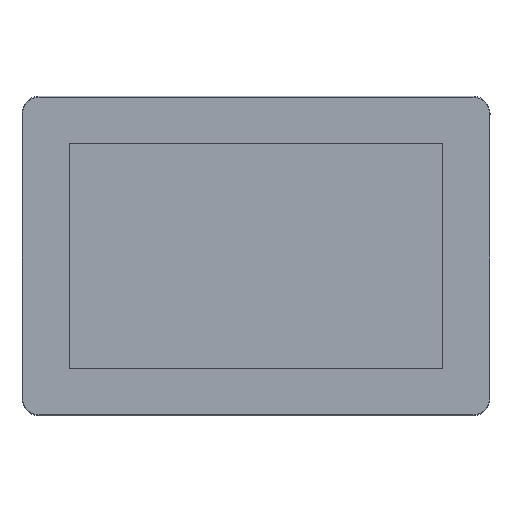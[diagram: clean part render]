
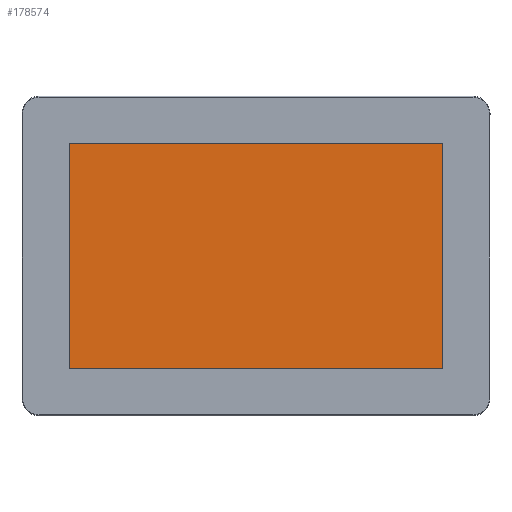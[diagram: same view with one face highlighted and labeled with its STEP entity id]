
A CAD part, top view. The second image highlights one B-rep face of the part: STEP entity #178574.
In plain terms, the highlighted planar face has unit normal (0, 0, 1).
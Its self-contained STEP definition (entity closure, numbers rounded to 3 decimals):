
#7235=PLANE('',#189769);
#14780=FACE_OUTER_BOUND('',#24945,.T.);
#24945=EDGE_LOOP('',(#128267,#128268,#128269,#128270));
#35696=LINE('',#254276,#57493);
#35700=LINE('',#254284,#57497);
#35703=LINE('',#254290,#57500);
#35706=LINE('',#254295,#57503);
#57493=VECTOR('',#204660,10.);
#57497=VECTOR('',#204666,10.);
#57500=VECTOR('',#204671,10.);
#57503=VECTOR('',#204676,10.);
#83006=VERTEX_POINT('',#254274);
#83007=VERTEX_POINT('',#254275);
#83010=VERTEX_POINT('',#254283);
#83012=VERTEX_POINT('',#254289);
#101020=EDGE_CURVE('',#83006,#83007,#35696,.T.);
#101024=EDGE_CURVE('',#83007,#83010,#35700,.T.);
#101027=EDGE_CURVE('',#83010,#83012,#35703,.T.);
#101030=EDGE_CURVE('',#83012,#83006,#35706,.T.);
#128267=ORIENTED_EDGE('',*,*,#101030,.T.);
#128268=ORIENTED_EDGE('',*,*,#101020,.T.);
#128269=ORIENTED_EDGE('',*,*,#101024,.T.);
#128270=ORIENTED_EDGE('',*,*,#101027,.T.);
#178574=ADVANCED_FACE('',(#14780),#7235,.T.);
#189769=AXIS2_PLACEMENT_3D('',#254297,#204678,#204679);
#204660=DIRECTION('',(1.,0.,0.));
#204666=DIRECTION('',(0.,1.,0.));
#204671=DIRECTION('',(-1.,0.,0.));
#204676=DIRECTION('',(0.,-1.,0.));
#204678=DIRECTION('center_axis',(0.,0.,1.));
#204679=DIRECTION('ref_axis',(1.,0.,0.));
#254274=CARTESIAN_POINT('',(-54.3,-32.7,1.1));
#254275=CARTESIAN_POINT('',(54.3,-32.7,1.1));
#254276=CARTESIAN_POINT('',(-54.3,-32.7,1.1));
#254283=CARTESIAN_POINT('',(54.3,32.7,1.1));
#254284=CARTESIAN_POINT('',(54.3,-32.7,1.1));
#254289=CARTESIAN_POINT('',(-54.3,32.7,1.1));
#254290=CARTESIAN_POINT('',(54.3,32.7,1.1));
#254295=CARTESIAN_POINT('',(-54.3,32.7,1.1));
#254297=CARTESIAN_POINT('Origin',(0.,0.,
1.1));
